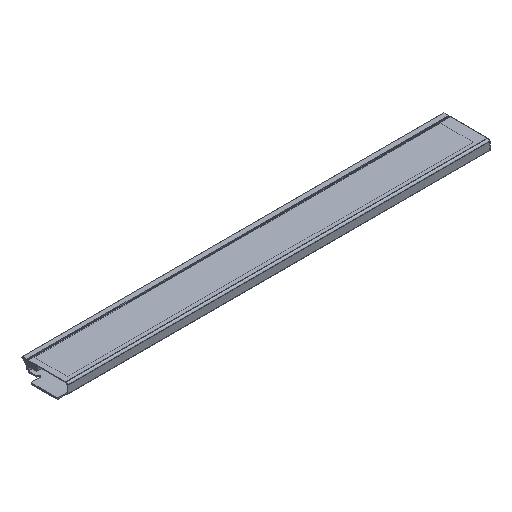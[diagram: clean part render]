
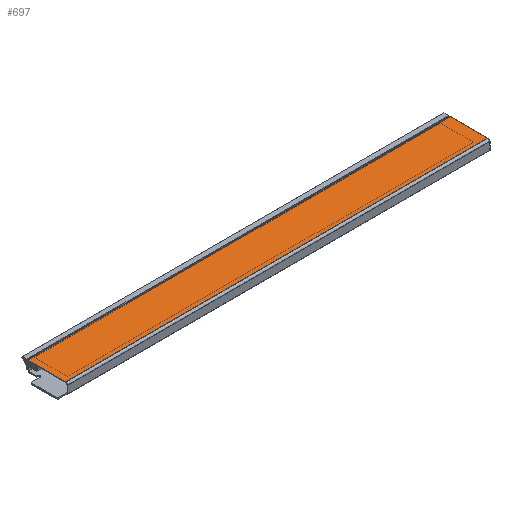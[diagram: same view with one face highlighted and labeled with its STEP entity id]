
A CAD part, isometric view. The second image highlights one B-rep face of the part: STEP entity #697.
In plain terms, the highlighted planar face has unit normal (0, 0, 1).
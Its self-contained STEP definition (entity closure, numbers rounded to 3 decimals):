
#5 = CARTESIAN_POINT ( 'NONE',  ( -2., 13.4, 0. ) ) ;
#63 = CARTESIAN_POINT ( 'NONE',  ( 140.3, 0., 0. ) ) ;
#114 = DIRECTION ( 'NONE',  ( 0., 0., -1. ) ) ;
#148 = VECTOR ( 'NONE', #1122, 1000. ) ;
#256 = VERTEX_POINT ( 'NONE', #707 ) ;
#318 = DIRECTION ( 'NONE',  ( 0., -1., 0. ) ) ;
#482 = EDGE_CURVE ( 'NONE', #1366, #768, #1928, .T. ) ;
#484 = CARTESIAN_POINT ( 'NONE',  ( 140.3, 0.7, 0. ) ) ;
#697 = ADVANCED_FACE ( 'NONE', ( #1210 ), #1986, .F. ) ;
#707 = CARTESIAN_POINT ( 'NONE',  ( -2., 0.7, 0. ) ) ;
#720 = EDGE_CURVE ( 'NONE', #256, #1552, #2137, .T. ) ;
#768 = VERTEX_POINT ( 'NONE', #2220 ) ;
#811 = ORIENTED_EDGE ( 'NONE', *, *, #482, .T. ) ;
#998 = LINE ( 'NONE', #1248, #1648 ) ;
#1069 = DIRECTION ( 'NONE',  ( -1., 0., 0. ) ) ;
#1122 = DIRECTION ( 'NONE',  ( -1., 0., 0. ) ) ;
#1131 = VECTOR ( 'NONE', #1484, 1000. ) ;
#1210 = FACE_OUTER_BOUND ( 'NONE', #1622, .T. ) ;
#1245 = LINE ( 'NONE', #63, #1451 ) ;
#1248 = CARTESIAN_POINT ( 'NONE',  ( -2., 0., 0. ) ) ;
#1366 = VERTEX_POINT ( 'NONE', #1519 ) ;
#1451 = VECTOR ( 'NONE', #1766, 1000. ) ;
#1484 = DIRECTION ( 'NONE',  ( 1., 0., 0. ) ) ;
#1511 = ORIENTED_EDGE ( 'NONE', *, *, #720, .T. ) ;
#1519 = CARTESIAN_POINT ( 'NONE',  ( 140.3, 13.4, 0. ) ) ;
#1527 = ORIENTED_EDGE ( 'NONE', *, *, #1736, .T. ) ;
#1552 = VERTEX_POINT ( 'NONE', #484 ) ;
#1622 = EDGE_LOOP ( 'NONE', ( #1511, #1982, #811, #1527 ) ) ;
#1648 = VECTOR ( 'NONE', #318, 1000. ) ;
#1736 = EDGE_CURVE ( 'NONE', #768, #256, #998, .T. ) ;
#1766 = DIRECTION ( 'NONE',  ( 0., 1., 0. ) ) ;
#1841 = CARTESIAN_POINT ( 'NONE',  ( -2., 0.7, 0. ) ) ;
#1928 = LINE ( 'NONE', #5, #148 ) ;
#1982 = ORIENTED_EDGE ( 'NONE', *, *, #2279, .T. ) ;
#1986 = PLANE ( 'NONE',  #2079 ) ;
#2079 = AXIS2_PLACEMENT_3D ( 'NONE', #2182, #114, #1069 ) ;
#2137 = LINE ( 'NONE', #1841, #1131 ) ;
#2182 = CARTESIAN_POINT ( 'NONE',  ( 0., 0., 0. ) ) ;
#2220 = CARTESIAN_POINT ( 'NONE',  ( -2., 13.4, 0. ) ) ;
#2279 = EDGE_CURVE ( 'NONE', #1552, #1366, #1245, .T. ) ;
